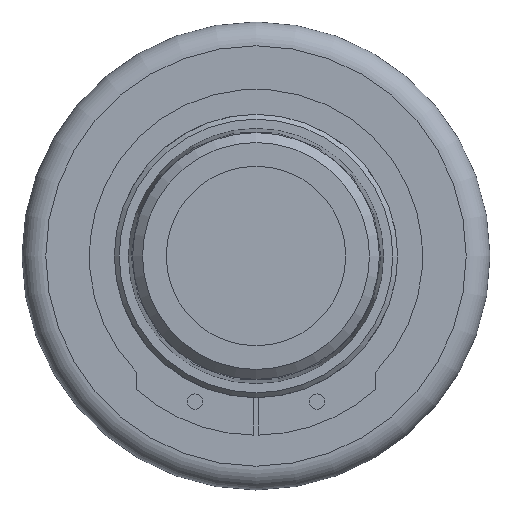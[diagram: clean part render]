
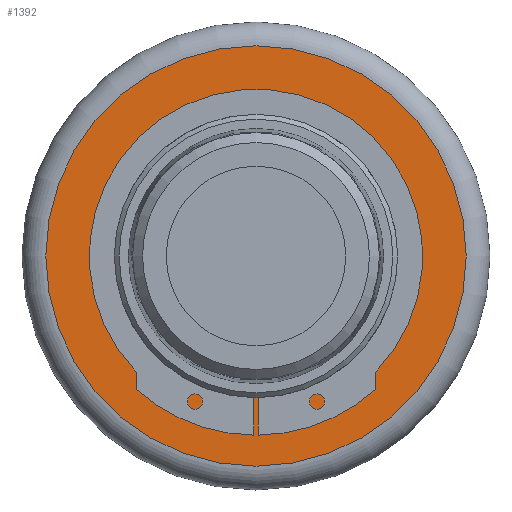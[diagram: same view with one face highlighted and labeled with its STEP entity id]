
A CAD part, front view. The second image highlights one B-rep face of the part: STEP entity #1392.
In plain terms, the highlighted planar face has unit normal (0, -1, 0).
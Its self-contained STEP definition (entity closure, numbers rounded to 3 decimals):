
#1358=CARTESIAN_POINT('',(-14.825,35.5,0.0));
#1359=VERTEX_POINT('',#1358);
#1360=CARTESIAN_POINT('',(0.0,35.5,0.0));
#1361=DIRECTION('',(0.0,1.0,0.0));
#1362=DIRECTION('',(-1.0,0.0,0.0));
#1363=AXIS2_PLACEMENT_3D('',#1360,#1361,#1362);
#1364=CIRCLE('',#1363,14.825);
#1365=EDGE_CURVE('',#1359,#1359,#1364,.T.);
#1373=CARTESIAN_POINT('',(-18.413,35.5,0.0));
#1374=DIRECTION('',(0.0,-1.0,0.0));
#1375=DIRECTION('',(0.0,0.0,-1.0));
#1376=AXIS2_PLACEMENT_3D('',#1373,#1374,#1375);
#1377=PLANE('',#1376);
#1378=CARTESIAN_POINT('',(-22.0,35.5,0.0));
#1379=VERTEX_POINT('',#1378);
#1380=CARTESIAN_POINT('',(0.0,35.5,0.0));
#1381=DIRECTION('',(0.0,1.0,0.0));
#1382=DIRECTION('',(-1.0,0.0,0.0));
#1383=AXIS2_PLACEMENT_3D('',#1380,#1381,#1382);
#1384=CIRCLE('',#1383,22.0);
#1385=EDGE_CURVE('',#1379,#1379,#1384,.T.);
#1386=ORIENTED_EDGE('',*,*,#1385,.F.);
#1387=EDGE_LOOP('',(#1386));
#1388=FACE_OUTER_BOUND('',#1387,.T.);
#1389=ORIENTED_EDGE('',*,*,#1365,.T.);
#1390=EDGE_LOOP('',(#1389));
#1391=FACE_BOUND('',#1390,.T.);
#1392=ADVANCED_FACE('',(#1388,#1391),#1377,.T.);
